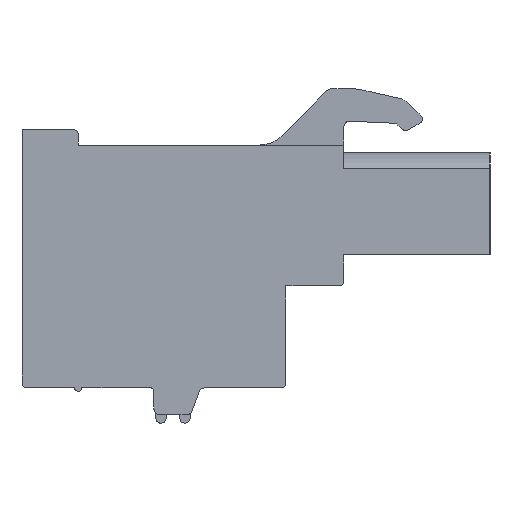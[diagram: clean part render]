
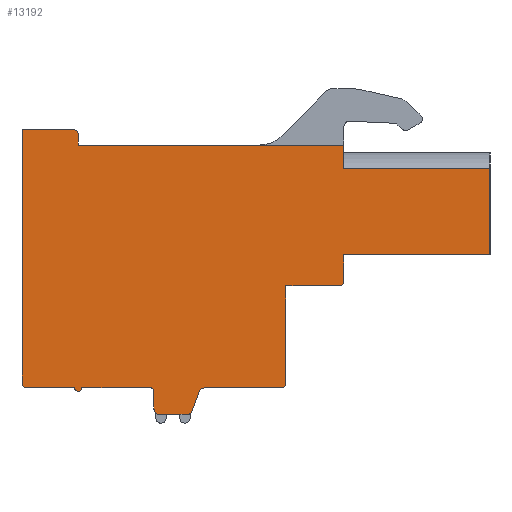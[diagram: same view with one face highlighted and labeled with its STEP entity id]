
A CAD part, left-side view. The second image highlights one B-rep face of the part: STEP entity #13192.
In plain terms, the highlighted planar face has unit normal (-1, 0, 0).
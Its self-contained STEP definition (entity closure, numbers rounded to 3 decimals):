
#1=CARTESIAN_POINT('',(0.,-5.36,-0.74));
#2=DIRECTION('',(-1.,0.,0.));
#3=DIRECTION('',(0.,0.,-1.));
#4=AXIS2_PLACEMENT_3D('',#1,#2,#3);
#6=CARTESIAN_POINT('',(0.,-2.06,-6.54));
#7=DIRECTION('',(1.,0.,0.));
#8=DIRECTION('',(0.,-1.,0.));
#9=AXIS2_PLACEMENT_3D('',#6,#7,#8);
#11=DIRECTION('',(0.,1.,0.));
#12=VECTOR('',#11,4.34);
#13=CARTESIAN_POINT('',(0.,-2.06,-6.84));
#14=LINE('',#13,#12);
#15=CARTESIAN_POINT('',(0.,2.28,-7.14));
#16=DIRECTION('',(-1.,0.,0.));
#17=DIRECTION('',(0.,0.,1.));
#18=AXIS2_PLACEMENT_3D('',#15,#16,#17);
#20=DIRECTION('',(0.,0.345,-0.939));
#21=VECTOR('',#20,1.179);
#22=CARTESIAN_POINT('',(0.,2.562,-7.037));
#23=LINE('',#22,#21);
#24=CARTESIAN_POINT('',(0.,3.25,-8.04));
#25=DIRECTION('',(1.,0.,0.));
#26=DIRECTION('',(0.,-0.939,-0.345));
#27=AXIS2_PLACEMENT_3D('',#24,#25,#26);
#29=DIRECTION('',(0.,1.,0.));
#30=VECTOR('',#29,1.59);
#31=CARTESIAN_POINT('',(0.,3.25,-8.34));
#32=LINE('',#31,#30);
#33=CARTESIAN_POINT('',(0.,4.84,-8.04));
#34=DIRECTION('',(1.,0.,0.));
#35=DIRECTION('',(0.,0.,-1.));
#36=AXIS2_PLACEMENT_3D('',#33,#34,#35);
#38=DIRECTION('',(0.,0.,1.));
#39=VECTOR('',#38,1.);
#40=CARTESIAN_POINT('',(0.,5.14,-8.04));
#41=LINE('',#40,#39);
#42=CARTESIAN_POINT('',(0.,5.34,-7.04));
#43=DIRECTION('',(-1.,0.,0.));
#44=DIRECTION('',(0.,-1.,0.));
#45=AXIS2_PLACEMENT_3D('',#42,#43,#44);
#47=DIRECTION('',(0.,1.,0.));
#48=VECTOR('',#47,3.9);
#49=CARTESIAN_POINT('',(0.,5.34,-6.84));
#50=LINE('',#49,#48);
#51=CARTESIAN_POINT('',(0.,9.44,-6.84));
#52=DIRECTION('',(1.,0.,0.));
#53=DIRECTION('',(0.,-1.,0.));
#54=AXIS2_PLACEMENT_3D('',#51,#52,#53);
#56=DIRECTION('',(0.,1.,0.));
#57=VECTOR('',#56,2.7);
#58=CARTESIAN_POINT('',(0.,9.64,-6.84));
#59=LINE('',#58,#57);
#60=CARTESIAN_POINT('',(0.,12.34,-6.54));
#61=DIRECTION('',(1.,0.,0.));
#62=DIRECTION('',(0.,0.,-1.));
#63=AXIS2_PLACEMENT_3D('',#60,#61,#62);
#65=DIRECTION('',(0.,0.,1.));
#66=VECTOR('',#65,0.5);
#67=CARTESIAN_POINT('',(0.,12.64,-6.54));
#68=LINE('',#67,#66);
#69=DIRECTION('',(0.,0.,1.));
#70=VECTOR('',#69,13.9);
#71=CARTESIAN_POINT('',(0.,12.64,-6.04));
#72=LINE('',#71,#70);
#73=DIRECTION('',(0.,-1.,0.));
#74=VECTOR('',#73,2.9);
#75=CARTESIAN_POINT('',(0.,12.64,7.86));
#76=LINE('',#75,#74);
#77=CARTESIAN_POINT('',(0.,9.74,7.56));
#78=DIRECTION('',(1.,0.,0.));
#79=DIRECTION('',(0.,0.,1.));
#80=AXIS2_PLACEMENT_3D('',#77,#78,#79);
#82=DIRECTION('',(0.,0.,-1.));
#83=VECTOR('',#82,0.6);
#84=CARTESIAN_POINT('',(0.,9.44,7.56));
#85=LINE('',#84,#83);
#86=DIRECTION('',(0.,-1.,0.));
#87=VECTOR('',#86,15.1);
#88=CARTESIAN_POINT('',(0.,9.44,6.96));
#89=LINE('',#88,#87);
#90=DIRECTION('',(0.,1.,0.));
#91=VECTOR('',#90,8.3);
#92=CARTESIAN_POINT('',(0.,-13.96,5.635));
#93=LINE('',#92,#91);
#94=DIRECTION('',(0.,1.,0.));
#95=VECTOR('',#94,8.3);
#96=CARTESIAN_POINT('',(0.,-13.96,0.73));
#97=LINE('',#96,#95);
#98=DIRECTION('',(0.,0.,-1.));
#99=VECTOR('',#98,1.47);
#100=CARTESIAN_POINT('',(0.,-5.66,0.73));
#101=LINE('',#100,#99);
#1086=DIRECTION('',(0.,0.,1.));
#1087=VECTOR('',#1086,4.905);
#1088=CARTESIAN_POINT('',(0.,-13.96,0.73));
#1089=LINE('',#1088,#1087);
#1740=DIRECTION('',(0.,0.,1.));
#1741=VECTOR('',#1740,1.325);
#1742=CARTESIAN_POINT('',(0.,-5.66,5.635));
#1743=LINE('',#1742,#1741);
#5355=DIRECTION('',(0.,0.,1.));
#5356=VECTOR('',#5355,5.5);
#5357=CARTESIAN_POINT('',(0.,-2.36,-6.54));
#5358=LINE('',#5357,#5356);
#5363=DIRECTION('',(0.,-1.,0.));
#5364=VECTOR('',#5363,3.);
#5365=CARTESIAN_POINT('',(0.,-2.36,-1.04));
#5366=LINE('',#5365,#5364);
#9999=CARTESIAN_POINT('',(0.,12.34,-6.84));
#10000=CARTESIAN_POINT('',(0.,12.64,-6.54));
#10001=VERTEX_POINT('',#9999);
#10002=VERTEX_POINT('',#10000);
#10003=CARTESIAN_POINT('',(0.,12.64,-6.04));
#10004=VERTEX_POINT('',#10003);
#10005=CARTESIAN_POINT('',(0.,12.64,7.86));
#10006=VERTEX_POINT('',#10005);
#10007=CARTESIAN_POINT('',(0.,9.74,7.86));
#10008=VERTEX_POINT('',#10007);
#10009=CARTESIAN_POINT('',(0.,9.44,7.56));
#10010=VERTEX_POINT('',#10009);
#10011=CARTESIAN_POINT('',(0.,9.44,6.96));
#10012=VERTEX_POINT('',#10011);
#10013=CARTESIAN_POINT('',(0.,-5.66,6.96));
#10014=VERTEX_POINT('',#10013);
#10015=CARTESIAN_POINT('',(0.,-13.96,0.73));
#10016=CARTESIAN_POINT('',(0.,-5.66,0.73));
#10017=VERTEX_POINT('',#10015);
#10018=VERTEX_POINT('',#10016);
#10019=CARTESIAN_POINT('',(0.,-2.36,-6.54));
#10020=CARTESIAN_POINT('',(0.,-2.06,-6.84));
#10021=VERTEX_POINT('',#10019);
#10022=VERTEX_POINT('',#10020);
#10023=CARTESIAN_POINT('',(0.,2.28,-6.84));
#10024=VERTEX_POINT('',#10023);
#10025=CARTESIAN_POINT('',(0.,2.562,-7.037));
#10026=VERTEX_POINT('',#10025);
#10027=CARTESIAN_POINT('',(0.,2.968,-8.143));
#10028=VERTEX_POINT('',#10027);
#10029=CARTESIAN_POINT('',(0.,3.25,-8.34));
#10030=VERTEX_POINT('',#10029);
#10031=CARTESIAN_POINT('',(0.,4.84,-8.34));
#10032=VERTEX_POINT('',#10031);
#10033=CARTESIAN_POINT('',(0.,5.14,-8.04));
#10034=VERTEX_POINT('',#10033);
#10035=CARTESIAN_POINT('',(0.,5.14,-7.04));
#10036=VERTEX_POINT('',#10035);
#10037=CARTESIAN_POINT('',(0.,5.34,-6.84));
#10038=VERTEX_POINT('',#10037);
#10039=CARTESIAN_POINT('',(0.,9.24,-6.84));
#10040=VERTEX_POINT('',#10039);
#10041=CARTESIAN_POINT('',(0.,9.64,-6.84));
#10042=VERTEX_POINT('',#10041);
#10335=CARTESIAN_POINT('',(0.,-13.96,5.635));
#10336=CARTESIAN_POINT('',(0.,-5.66,5.635));
#10337=VERTEX_POINT('',#10335);
#10338=VERTEX_POINT('',#10336);
#12983=CARTESIAN_POINT('',(0.,-5.36,-1.04));
#12984=CARTESIAN_POINT('',(0.,-5.66,-0.74));
#12985=VERTEX_POINT('',#12983);
#12986=VERTEX_POINT('',#12984);
#12987=CARTESIAN_POINT('',(0.,-2.36,-1.04));
#12988=VERTEX_POINT('',#12987);
#13131=CARTESIAN_POINT('',(0.,0.,0.));
#13132=DIRECTION('',(1.,0.,0.));
#13133=DIRECTION('',(0.,-1.,0.));
#13134=AXIS2_PLACEMENT_3D('',#13131,#13132,#13133);
#13135=PLANE('',#13134);
#13137=ORIENTED_EDGE('',*,*,#13136,.F.);
#13139=ORIENTED_EDGE('',*,*,#13138,.F.);
#13141=ORIENTED_EDGE('',*,*,#13140,.F.);
#13143=ORIENTED_EDGE('',*,*,#13142,.T.);
#13145=ORIENTED_EDGE('',*,*,#13144,.T.);
#13147=ORIENTED_EDGE('',*,*,#13146,.T.);
#13149=ORIENTED_EDGE('',*,*,#13148,.T.);
#13151=ORIENTED_EDGE('',*,*,#13150,.T.);
#13153=ORIENTED_EDGE('',*,*,#13152,.T.);
#13155=ORIENTED_EDGE('',*,*,#13154,.T.);
#13157=ORIENTED_EDGE('',*,*,#13156,.T.);
#13159=ORIENTED_EDGE('',*,*,#13158,.T.);
#13161=ORIENTED_EDGE('',*,*,#13160,.T.);
#13163=ORIENTED_EDGE('',*,*,#13162,.T.);
#13165=ORIENTED_EDGE('',*,*,#13164,.T.);
#13167=ORIENTED_EDGE('',*,*,#13166,.T.);
#13169=ORIENTED_EDGE('',*,*,#13168,.T.);
#13171=ORIENTED_EDGE('',*,*,#13170,.T.);
#13173=ORIENTED_EDGE('',*,*,#13172,.T.);
#13175=ORIENTED_EDGE('',*,*,#13174,.T.);
#13177=ORIENTED_EDGE('',*,*,#13176,.T.);
#13179=ORIENTED_EDGE('',*,*,#13178,.T.);
#13181=ORIENTED_EDGE('',*,*,#13180,.F.);
#13183=ORIENTED_EDGE('',*,*,#13182,.F.);
#13185=ORIENTED_EDGE('',*,*,#13184,.F.);
#13187=ORIENTED_EDGE('',*,*,#13186,.T.);
#13189=ORIENTED_EDGE('',*,*,#13188,.T.);
#13190=EDGE_LOOP('',(#13137,#13139,#13141,#13143,#13145,#13147,#13149,#13151,
#13153,#13155,#13157,#13159,#13161,#13163,#13165,#13167,#13169,#13171,#13173,
#13175,#13177,#13179,#13181,#13183,#13185,#13187,#13189));
#13191=FACE_OUTER_BOUND('',#13190,.F.);
#13192=ADVANCED_FACE('',(#13191),#13135,.F.);
#5=CIRCLE('',#4,0.3);
#10=CIRCLE('',#9,0.3);
#19=CIRCLE('',#18,0.3);
#28=CIRCLE('',#27,0.3);
#37=CIRCLE('',#36,0.3);
#46=CIRCLE('',#45,0.2);
#55=CIRCLE('',#54,0.2);
#64=CIRCLE('',#63,0.3);
#81=CIRCLE('',#80,0.3);
#13136=EDGE_CURVE('',#12985,#12986,#5,.T.);
#13138=EDGE_CURVE('',#12988,#12985,#5366,.T.);
#13140=EDGE_CURVE('',#10021,#12988,#5358,.T.);
#13142=EDGE_CURVE('',#10021,#10022,#10,.T.);
#13144=EDGE_CURVE('',#10022,#10024,#14,.T.);
#13146=EDGE_CURVE('',#10024,#10026,#19,.T.);
#13148=EDGE_CURVE('',#10026,#10028,#23,.T.);
#13150=EDGE_CURVE('',#10028,#10030,#28,.T.);
#13152=EDGE_CURVE('',#10030,#10032,#32,.T.);
#13154=EDGE_CURVE('',#10032,#10034,#37,.T.);
#13156=EDGE_CURVE('',#10034,#10036,#41,.T.);
#13158=EDGE_CURVE('',#10036,#10038,#46,.T.);
#13160=EDGE_CURVE('',#10038,#10040,#50,.T.);
#13162=EDGE_CURVE('',#10040,#10042,#55,.T.);
#13164=EDGE_CURVE('',#10042,#10001,#59,.T.);
#13166=EDGE_CURVE('',#10001,#10002,#64,.T.);
#13168=EDGE_CURVE('',#10002,#10004,#68,.T.);
#13170=EDGE_CURVE('',#10004,#10006,#72,.T.);
#13172=EDGE_CURVE('',#10006,#10008,#76,.T.);
#13174=EDGE_CURVE('',#10008,#10010,#81,.T.);
#13176=EDGE_CURVE('',#10010,#10012,#85,.T.);
#13178=EDGE_CURVE('',#10012,#10014,#89,.T.);
#13180=EDGE_CURVE('',#10338,#10014,#1743,.T.);
#13182=EDGE_CURVE('',#10337,#10338,#93,.T.);
#13184=EDGE_CURVE('',#10017,#10337,#1089,.T.);
#13186=EDGE_CURVE('',#10017,#10018,#97,.T.);
#13188=EDGE_CURVE('',#10018,#12986,#101,.T.);
